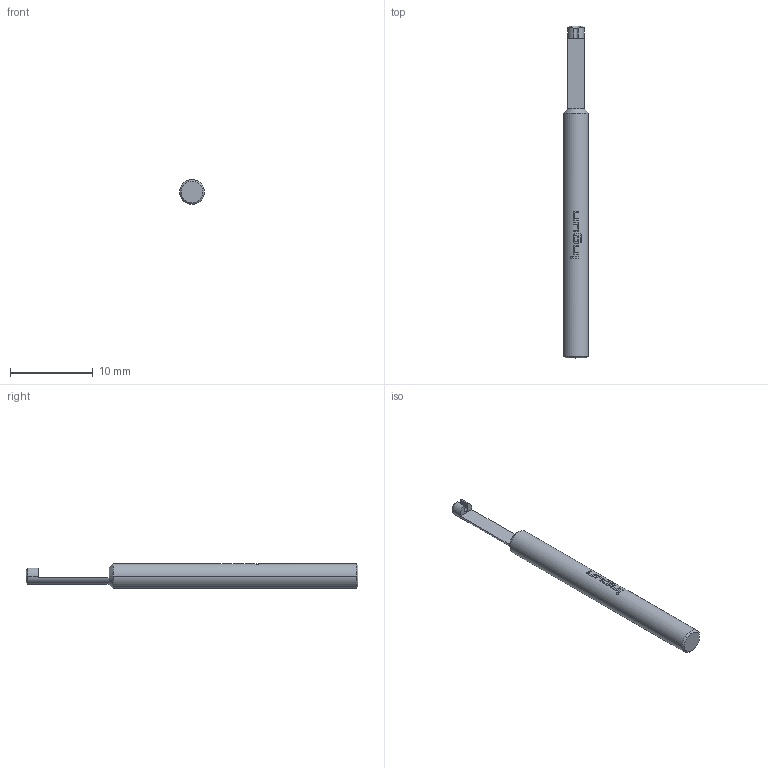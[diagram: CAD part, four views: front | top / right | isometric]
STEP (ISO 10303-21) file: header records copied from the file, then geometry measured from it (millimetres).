
FILE_DESCRIPTION (( 'STEP AP203' ), '1' );
FILE_NAME ('INGUN_E-SW-ZW-GKS-101.STEP', '2022-05-19T11:30:52', ( 'ochi' ), ( '' ), 'SwSTEP 2.0', 'SolidWorks 2018', '' );
FILE_SCHEMA (( 'CONFIG_CONTROL_DESIGN' ));
Length unit declared in the file: millimetre
Products named in the file (1): INGUN_E-SW-ZW-GKS-101
Bounding box: 3 x 40 x 3 mm (x, y, z)
Volume: 224.5 mm3; surface area: 346.5 mm2
Topology: 1 solids, 1 shells, 91 faces, 239 edges, 156 vertices
Faces by surface type: plane 49, bspline 22, cylinder 12, cone 8
Entity records: 3225 total; most frequent: CARTESIAN_POINT 1087, ORIENTED_EDGE 478, DIRECTION 352, EDGE_CURVE 239, VERTEX_POINT 156, AXIS2_PLACEMENT_3D 133, EDGE_LOOP 97, ADVANCED_FACE 91
